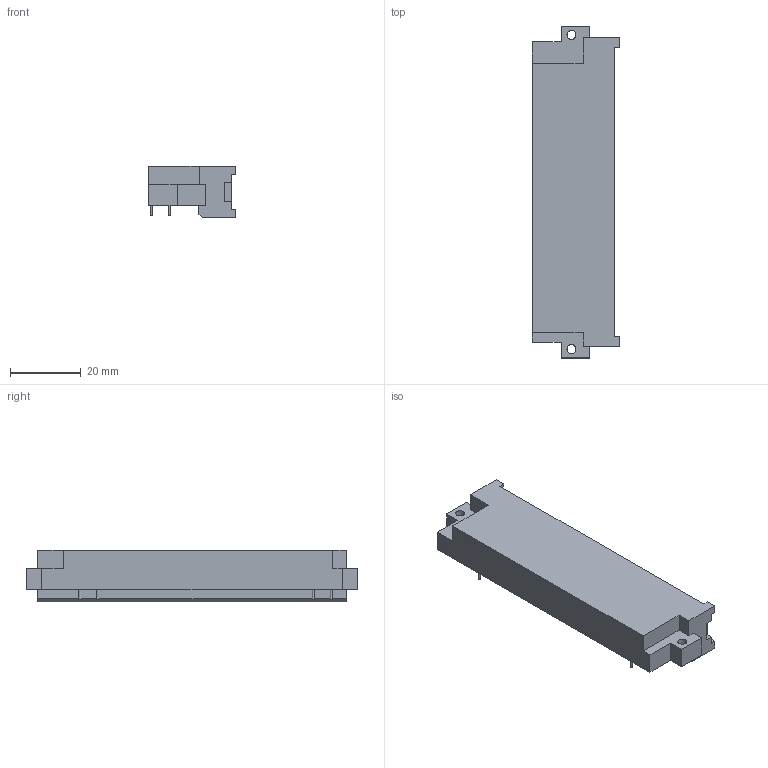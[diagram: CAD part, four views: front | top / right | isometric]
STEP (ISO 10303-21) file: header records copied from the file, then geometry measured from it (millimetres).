
FILE_DESCRIPTION((''),'2;1');
FILE_NAME('HARTING_09 06 115 2911.stp','2010-03-09T16:27:19',(''),(''),'Mechanical Desktop 2010','Mechanical Desktop 2010',', , ');
FILE_SCHEMA(('AUTOMOTIVE_DESIGN { 1 2 10303 214 1 1 1 1 }'));
Length unit declared in the file: millimetre
Products named in the file (1): Product
Bounding box: 24.75 x 93.95 x 14.7 mm (x, y, z)
Volume: 17994.9 mm3; surface area: 10244.1 mm2
Topology: 16 solids, 16 shells, 245 faces, 633 edges, 430 vertices
Faces by surface type: plane 124, bspline 121
Entity records: 7119 total; most frequent: CARTESIAN_POINT 2151, ORIENTED_EDGE 1262, EDGE_CURVE 631, DIRECTION 522, VERTEX_POINT 426, VECTOR 272, LINE 272, EDGE_LOOP 257
